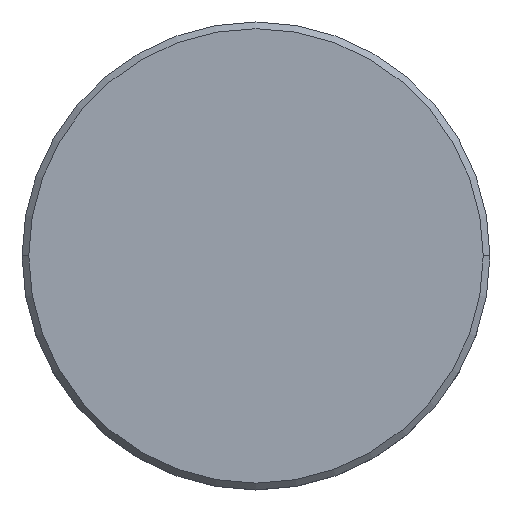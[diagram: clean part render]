
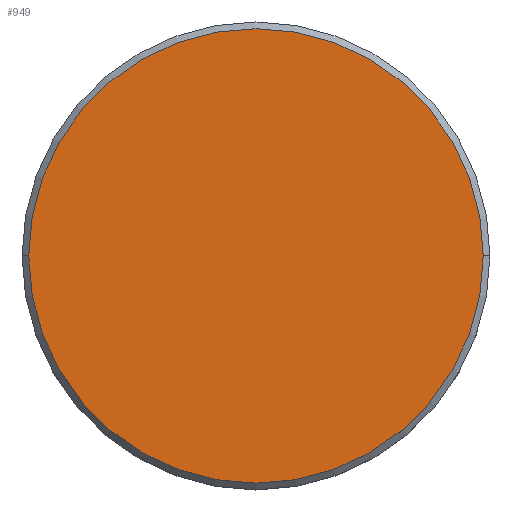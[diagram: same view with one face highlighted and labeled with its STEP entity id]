
A CAD part, top view. The second image highlights one B-rep face of the part: STEP entity #949.
In plain terms, the highlighted planar face has unit normal (0, 0, 1).
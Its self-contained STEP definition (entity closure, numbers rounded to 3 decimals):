
#173 = ORIENTED_EDGE ( 'NONE', *, *, #884, .T. ) ;
#197 = AXIS2_PLACEMENT_3D ( 'NONE', #1176, #728, #659 ) ;
#214 = CIRCLE ( 'NONE', #612, 17. ) ;
#302 = CARTESIAN_POINT ( 'NONE',  ( -17., 0., 0. ) ) ;
#312 = AXIS2_PLACEMENT_3D ( 'NONE', #963, #1061, #1153 ) ;
#384 = CARTESIAN_POINT ( 'NONE',  ( 0., 0., 0. ) ) ;
#387 = CIRCLE ( 'NONE', #312, 17. ) ;
#550 = EDGE_CURVE ( 'NONE', #938, #942, #387, .T. ) ;
#612 = AXIS2_PLACEMENT_3D ( 'NONE', #384, #1104, #1011 ) ;
#659 = DIRECTION ( 'NONE',  ( 1., 0., 0. ) ) ;
#705 = EDGE_LOOP ( 'NONE', ( #986, #173 ) ) ;
#728 = DIRECTION ( 'NONE',  ( 0., 0., 1. ) ) ;
#884 = EDGE_CURVE ( 'NONE', #942, #938, #214, .T. ) ;
#919 = CARTESIAN_POINT ( 'NONE',  ( 17., 0., 0. ) ) ;
#938 = VERTEX_POINT ( 'NONE', #302 ) ;
#942 = VERTEX_POINT ( 'NONE', #919 ) ;
#949 = ADVANCED_FACE ( 'NONE', ( #1019 ), #1004, .T. ) ;
#963 = CARTESIAN_POINT ( 'NONE',  ( 0., 0., 0. ) ) ;
#986 = ORIENTED_EDGE ( 'NONE', *, *, #550, .T. ) ;
#1004 = PLANE ( 'NONE',  #197 ) ;
#1011 = DIRECTION ( 'NONE',  ( 1., 0., 0. ) ) ;
#1019 = FACE_OUTER_BOUND ( 'NONE', #705, .T. ) ;
#1061 = DIRECTION ( 'NONE',  ( 0., 0., 1. ) ) ;
#1104 = DIRECTION ( 'NONE',  ( 0., 0., 1. ) ) ;
#1153 = DIRECTION ( 'NONE',  ( 1., 0., 0. ) ) ;
#1176 = CARTESIAN_POINT ( 'NONE',  ( 0., 0., 0. ) ) ;
